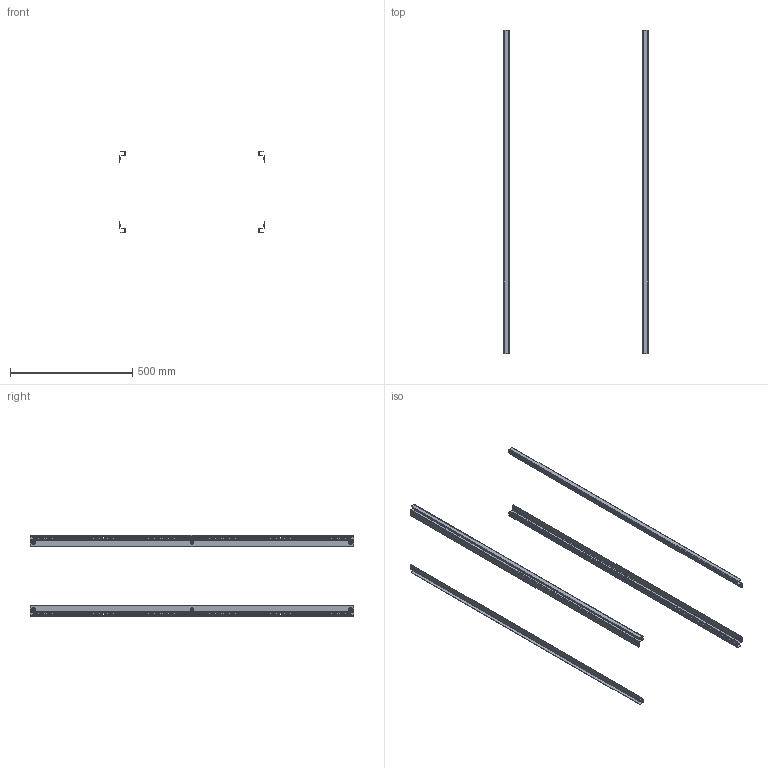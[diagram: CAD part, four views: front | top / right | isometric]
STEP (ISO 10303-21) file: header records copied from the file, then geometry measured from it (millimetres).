
FILE_DESCRIPTION (( 'STEP AP203' ), '1' );
FILE_NAME ('U0543140502 Êîìïëåêò ñòîåê äëÿ âíóòðåííåãî ìîíòàæà UC2_UC2M 140.00 (4øò) (000.801.048-07).STEP', '2022-04-29T05:45:22', ( '' ), ( '' ), 'SwSTEP 2.0', 'SolidWorks 2017', '' );
FILE_SCHEMA (( 'CONFIG_CONTROL_DESIGN' ));
Length unit declared in the file: millimetre
Products named in the file (3): U0543140502 Êîìïëåêò ñòîåê äëÿ âíóòðåííåãî ìîíòàæà UC2_UC2M 140.00 (4øò) (000.801.048-07); 054-113 栺鍣罻_07 (140); hex flange nut_din_Hexagon Flange Nut DIN 6923 - M6 - N
Assembly tree (16 placements, depth 2):
  U0543140502 Êîìïëåêò ñòîåê äëÿ âíóòðåííåãî ìîíòàæà UC2_UC2M 140.00 (4øò) (000.801.048-07)
    054-113 栺鍣罻_07 (140)  x4
    hex flange nut_din_Hexagon Flange Nut DIN 6923 - M6 - N  x12
Bounding box: 597.2 x 1326 x 333 mm (x, y, z)
Volume: 629578.2 mm3; surface area: 885062.5 mm2
Topology: 16 solids, 16 shells, 3056 faces, 8736 edges, 5712 vertices
Faces by surface type: plane 1872, cylinder 944, cone 144, bspline 72, torus 24
Entity records: 24891 total; most frequent: CARTESIAN_POINT 4395, ORIENTED_EDGE 4088, DIRECTION 3908, EDGE_CURVE 2044, VECTOR 1542, LINE 1542, VERTEX_POINT 1348, AXIS2_PLACEMENT_3D 1183
